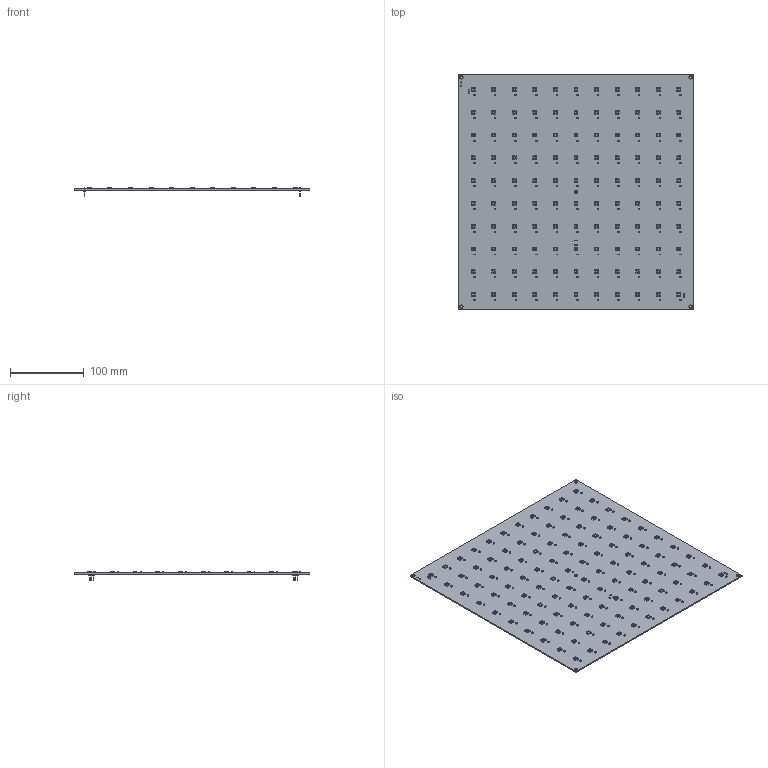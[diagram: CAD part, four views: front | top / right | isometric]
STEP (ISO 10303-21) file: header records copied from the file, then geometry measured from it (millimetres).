
FILE_DESCRIPTION(('KiCad electronic assembly'),'2;1');
FILE_NAME('Wordclock.step','2022-03-14T14:45:56',('Pcbnew'),('Kicad'), 'Open CASCADE STEP processor 7.6','KiCad to STEP converter','Unknown' );
FILE_SCHEMA(('AUTOMOTIVE_DESIGN { 1 0 10303 214 1 1 1 1 }'));
Length unit declared in the file: millimetre
Products named in the file (8): Wordclock 1; C_0805_2012Metric; SOLID; LED_WS2812B_PLCC4_5.0x5.0mm_P3.2mm; PinHeader_1x03_P2.54mm_Vertical; Wordclock PCB
Assembly tree (228 placements, depth 3):
  Wordclock 1
    C_0805_2012Metric  x110
      SOLID
    LED_WS2812B_PLCC4_5.0x5.0mm_P3.2mm  x112
      SOLID
    PinHeader_1x03_P2.54mm_Vertical  x2
      SOLID
    Wordclock PCB
Bounding box: 320 x 320 x 11.84 mm (x, y, z)
Volume: 168003.3 mm3; surface area: 218941.2 mm2
Topology: 225 solids, 225 shells, 10923 faces, 31011 edges, 20434 vertices
Faces by surface type: bspline 10848, cylinder 63, plane 12
Full cylindrical faces by diameter (mm): 0.5 x40, 1 x6, 1.52 x2, 3.2 x5
Entity records: 18686 total; most frequent: CARTESIAN_POINT 5189, DIRECTION 1391, ORIENTED_EDGE 1344, PCURVE 1344, DEFINITIONAL_REPRESENTATION 1344, B_SPLINE_CURVE_WITH_KNOTS 1237, EDGE_CURVE 672, SURFACE_CURVE 617
